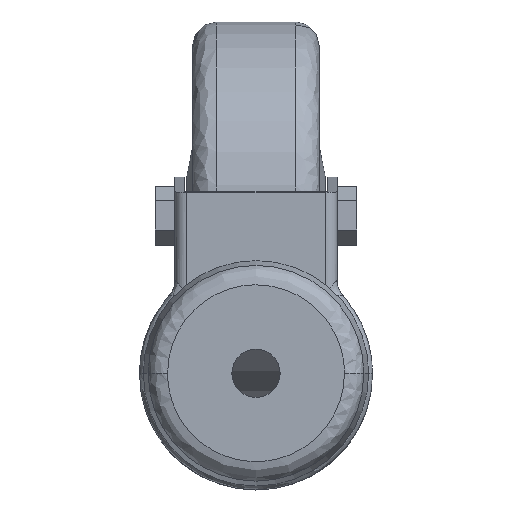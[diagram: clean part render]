
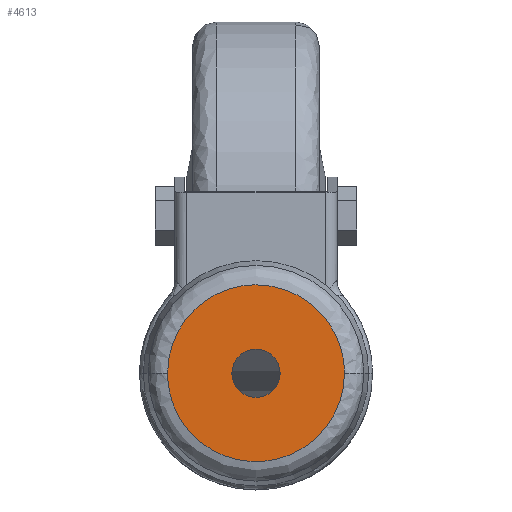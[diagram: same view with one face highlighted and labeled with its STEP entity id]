
A CAD part, top view. The second image highlights one B-rep face of the part: STEP entity #4613.
In plain terms, the highlighted planar face has unit normal (0, 0, 1).
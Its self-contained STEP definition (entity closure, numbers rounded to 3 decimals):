
#72 = CARTESIAN_POINT ( 'NONE',  ( -6.1, 0., 133. ) ) ;
#94 = CIRCLE ( 'NONE', #2785, 6.1 ) ;
#158 = CARTESIAN_POINT ( 'NONE',  ( 22.365, -44.73, 133. ) ) ;
#160 =( BOUNDED_CURVE ( )  B_SPLINE_CURVE ( 3, ( #5436, #623, #3644, #3748 ),
 .UNSPECIFIED., .F., .F. ) 
 B_SPLINE_CURVE_WITH_KNOTS ( ( 4, 4 ),
 ( 0., 1. ),
 .UNSPECIFIED. ) 
 CURVE ( )  GEOMETRIC_REPRESENTATION_ITEM ( )  RATIONAL_B_SPLINE_CURVE ( ( 1., 0.805, 0.805, 1. ) ) 
 REPRESENTATION_ITEM ( '' )  );
#205 = FACE_BOUND ( 'NONE', #4104, .T. ) ;
#282 = CARTESIAN_POINT ( 'NONE',  ( 6.1, 0., 133. ) ) ;
#545 = EDGE_CURVE ( 'NONE', #2365, #1017, #160, .T. ) ;
#558 = ORIENTED_EDGE ( 'NONE', *, *, #6402, .F. ) ;
#608 = ORIENTED_EDGE ( 'NONE', *, *, #3968, .T. ) ;
#623 = CARTESIAN_POINT ( 'NONE',  ( 13.101, 22.365, 133. ) ) ;
#918 = VERTEX_POINT ( 'NONE', #6623 ) ;
#945 = CARTESIAN_POINT ( 'NONE',  ( 0., 0., 133. ) ) ;
#1017 = VERTEX_POINT ( 'NONE', #6194 ) ;
#1199 =( BOUNDED_CURVE ( )  B_SPLINE_CURVE ( 3, ( #3744, #1896, #1812, #3131 ),
 .UNSPECIFIED., .F., .F. ) 
 B_SPLINE_CURVE_WITH_KNOTS ( ( 4, 4 ),
 ( 0., 1. ),
 .UNSPECIFIED. ) 
 CURVE ( )  GEOMETRIC_REPRESENTATION_ITEM ( )  RATIONAL_B_SPLINE_CURVE ( ( 1., 0.805, 0.805, 1. ) ) 
 REPRESENTATION_ITEM ( '' )  );
#1418 = ORIENTED_EDGE ( 'NONE', *, *, #1705, .F. ) ;
#1705 = EDGE_CURVE ( 'NONE', #918, #2365, #1199, .T. ) ;
#1812 = CARTESIAN_POINT ( 'NONE',  ( -13.101, 22.365, 133. ) ) ;
#1865 = DIRECTION ( 'NONE',  ( 0., 0., -1. ) ) ;
#1896 = CARTESIAN_POINT ( 'NONE',  ( -22.365, 13.101, 133. ) ) ;
#2046 = ORIENTED_EDGE ( 'NONE', *, *, #2523, .T. ) ;
#2075 = CIRCLE ( 'NONE', #6828, 6.1 ) ;
#2208 = DIRECTION ( 'NONE',  ( -1., 0., 0. ) ) ;
#2365 = VERTEX_POINT ( 'NONE', #2416 ) ;
#2416 = CARTESIAN_POINT ( 'NONE',  ( 0., 22.365, 133. ) ) ;
#2523 = EDGE_CURVE ( 'NONE', #2538, #3651, #94, .T. ) ;
#2538 = VERTEX_POINT ( 'NONE', #72 ) ;
#2785 = AXIS2_PLACEMENT_3D ( 'NONE', #7279, #1865, #3052 ) ;
#2898 = EDGE_LOOP ( 'NONE', ( #1418, #558, #4305 ) ) ;
#3052 = DIRECTION ( 'NONE',  ( -1., 0., 0. ) ) ;
#3131 = CARTESIAN_POINT ( 'NONE',  ( 0., 22.365, 133. ) ) ;
#3136 = CARTESIAN_POINT ( 'NONE',  ( 22.365, 0., 133. ) ) ;
#3644 = CARTESIAN_POINT ( 'NONE',  ( 22.365, 13.101, 133. ) ) ;
#3651 = VERTEX_POINT ( 'NONE', #282 ) ;
#3744 = CARTESIAN_POINT ( 'NONE',  ( -22.365, 0., 133. ) ) ;
#3748 = CARTESIAN_POINT ( 'NONE',  ( 22.365, 0., 133. ) ) ;
#3765 = PLANE ( 'NONE',  #5928 ) ;
#3968 = EDGE_CURVE ( 'NONE', #3651, #2538, #2075, .T. ) ;
#4104 = EDGE_LOOP ( 'NONE', ( #2046, #608 ) ) ;
#4305 = ORIENTED_EDGE ( 'NONE', *, *, #545, .F. ) ;
#4613 = ADVANCED_FACE ( 'NONE', ( #7165, #205 ), #3765, .T. ) ;
#4892 = CARTESIAN_POINT ( 'NONE',  ( 0., -13.104, 133. ) ) ;
#4912 = DIRECTION ( 'NONE',  ( 0., 0., 1. ) ) ;
#5436 = CARTESIAN_POINT ( 'NONE',  ( 0., 22.365, 133. ) ) ;
#5928 = AXIS2_PLACEMENT_3D ( 'NONE', #4892, #4912, #6157 ) ;
#6149 =( BOUNDED_CURVE ( )  B_SPLINE_CURVE ( 3, ( #3136, #158, #6289, #6834 ),
 .UNSPECIFIED., .F., .F. ) 
 B_SPLINE_CURVE_WITH_KNOTS ( ( 4, 4 ),
 ( 0., 1. ),
 .UNSPECIFIED. ) 
 CURVE ( )  GEOMETRIC_REPRESENTATION_ITEM ( )  RATIONAL_B_SPLINE_CURVE ( ( 1., 0.333, 0.333, 1. ) ) 
 REPRESENTATION_ITEM ( '' )  );
#6157 = DIRECTION ( 'NONE',  ( 1., 0., 0. ) ) ;
#6194 = CARTESIAN_POINT ( 'NONE',  ( 22.365, 0., 133. ) ) ;
#6289 = CARTESIAN_POINT ( 'NONE',  ( -22.365, -44.73, 133. ) ) ;
#6293 = DIRECTION ( 'NONE',  ( 0., 0., -1. ) ) ;
#6402 = EDGE_CURVE ( 'NONE', #1017, #918, #6149, .T. ) ;
#6623 = CARTESIAN_POINT ( 'NONE',  ( -22.365, 0., 133. ) ) ;
#6828 = AXIS2_PLACEMENT_3D ( 'NONE', #945, #6293, #2208 ) ;
#6834 = CARTESIAN_POINT ( 'NONE',  ( -22.365, 0., 133. ) ) ;
#7165 = FACE_OUTER_BOUND ( 'NONE', #2898, .T. ) ;
#7279 = CARTESIAN_POINT ( 'NONE',  ( 0., 0., 133. ) ) ;
